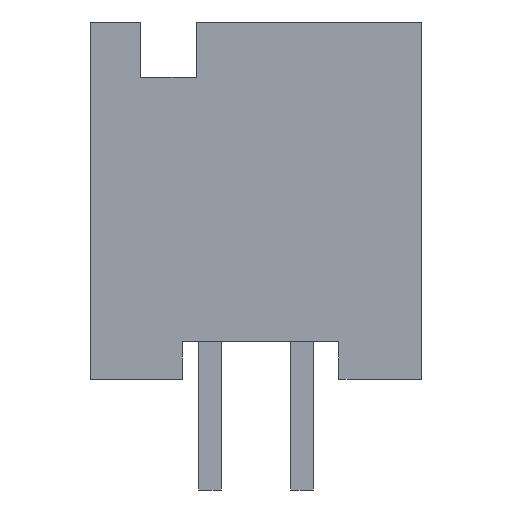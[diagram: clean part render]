
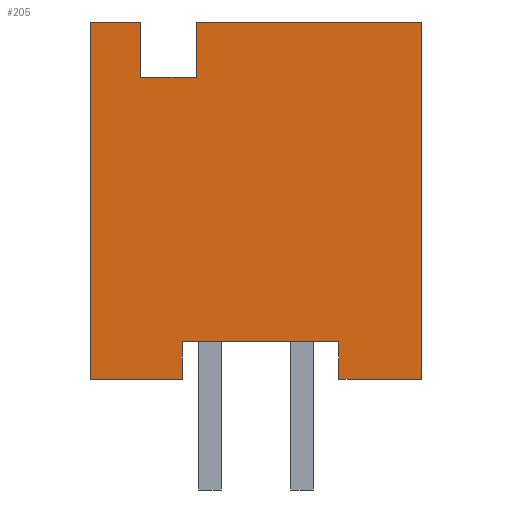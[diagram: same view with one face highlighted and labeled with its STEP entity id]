
A CAD part, left-side view. The second image highlights one B-rep face of the part: STEP entity #205.
In plain terms, the highlighted planar face has unit normal (-1, 0, 0).
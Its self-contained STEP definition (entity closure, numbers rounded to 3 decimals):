
#205=ADVANCED_FACE('',(#618),#619,.T.);
#618=FACE_OUTER_BOUND('',#1092,.T.);
#619=PLANE('',#1093);
#1092=EDGE_LOOP('',(#2516,#2517,#2518,#2519,#2520,#2521,#2522,#2523,#2524,#2525,#2526,#2527));
#1093=AXIS2_PLACEMENT_3D('',#2528,#2529,#2530);
#2516=ORIENTED_EDGE('',*,*,#3448,.T.);
#2517=ORIENTED_EDGE('',*,*,#3449,.F.);
#2518=ORIENTED_EDGE('',*,*,#3017,.F.);
#2519=ORIENTED_EDGE('',*,*,#3430,.F.);
#2520=ORIENTED_EDGE('',*,*,#3450,.F.);
#2521=ORIENTED_EDGE('',*,*,#3451,.F.);
#2522=ORIENTED_EDGE('',*,*,#3045,.T.);
#2523=ORIENTED_EDGE('',*,*,#3452,.T.);
#2524=ORIENTED_EDGE('',*,*,#3453,.F.);
#2525=ORIENTED_EDGE('',*,*,#3454,.T.);
#2526=ORIENTED_EDGE('',*,*,#2997,.F.);
#2527=ORIENTED_EDGE('',*,*,#3444,.T.);
#2528=CARTESIAN_POINT('',(-13.97,4.572,0.0));
#2529=DIRECTION('',(-1.0,0.0,0.0));
#2530=DIRECTION('',(0.0,0.0,1.0));
#2997=EDGE_CURVE('',#3560,#3561,#3562,.T.);
#3017=EDGE_CURVE('',#3599,#3601,#3602,.T.);
#3045=EDGE_CURVE('',#3652,#3650,#3653,.T.);
#3430=EDGE_CURVE('',#4302,#3599,#4304,.T.);
#3444=EDGE_CURVE('',#3560,#4321,#4323,.T.);
#3448=EDGE_CURVE('',#4321,#4329,#4330,.T.);
#3449=EDGE_CURVE('',#3601,#4329,#4331,.T.);
#3450=EDGE_CURVE('',#4332,#4302,#4333,.T.);
#3451=EDGE_CURVE('',#3652,#4332,#4334,.T.);
#3452=EDGE_CURVE('',#3650,#4335,#4336,.T.);
#3453=EDGE_CURVE('',#4337,#4335,#4338,.T.);
#3454=EDGE_CURVE('',#4337,#3561,#4339,.T.);
#3560=VERTEX_POINT('',#4491);
#3561=VERTEX_POINT('',#4492);
#3562=LINE('',#4493,#4494);
#3599=VERTEX_POINT('',#4549);
#3601=VERTEX_POINT('',#4552);
#3602=LINE('',#4553,#4554);
#3650=VERTEX_POINT('',#4626);
#3652=VERTEX_POINT('',#4629);
#3653=LINE('',#4630,#4631);
#4302=VERTEX_POINT('',#5661);
#4304=LINE('',#5664,#5665);
#4321=VERTEX_POINT('',#5692);
#4323=LINE('',#5695,#5696);
#4329=VERTEX_POINT('',#5705);
#4330=LINE('',#5706,#5707);
#4331=LINE('',#5708,#5709);
#4332=VERTEX_POINT('',#5710);
#4333=LINE('',#5711,#5712);
#4334=LINE('',#5713,#5714);
#4335=VERTEX_POINT('',#5715);
#4336=LINE('',#5716,#5717);
#4337=VERTEX_POINT('',#5718);
#4338=LINE('',#5719,#5720);
#4339=LINE('',#5721,#5722);
#4491=CARTESIAN_POINT('',(-13.97,1.651,0.0));
#4492=CARTESIAN_POINT('',(-13.97,-4.572,0.0));
#4493=CARTESIAN_POINT('',(-13.97,1.651,0.0));
#4494=VECTOR('',#5941,6.223);
#4549=CARTESIAN_POINT('',(-13.97,4.572,0.0));
#4552=CARTESIAN_POINT('',(-13.97,3.175,0.0));
#4553=CARTESIAN_POINT('',(-13.97,4.572,0.0));
#4554=VECTOR('',#5961,1.397);
#4626=CARTESIAN_POINT('',(-13.97,-2.286,-8.814));
#4629=CARTESIAN_POINT('',(-13.97,2.032,-8.814));
#4630=CARTESIAN_POINT('',(-13.97,2.032,-8.814));
#4631=VECTOR('',#5993,4.318);
#5661=CARTESIAN_POINT('',(-13.97,4.572,-9.855));
#5664=CARTESIAN_POINT('',(-13.97,4.572,-9.855));
#5665=VECTOR('',#6382,9.855);
#5692=CARTESIAN_POINT('',(-13.97,1.651,-1.524));
#5695=CARTESIAN_POINT('',(-13.97,1.651,0.0));
#5696=VECTOR('',#6400,1.524);
#5705=CARTESIAN_POINT('',(-13.97,3.175,-1.524));
#5706=CARTESIAN_POINT('',(-13.97,1.651,-1.524));
#5707=VECTOR('',#6404,1.524);
#5708=CARTESIAN_POINT('',(-13.97,3.175,0.0));
#5709=VECTOR('',#6405,1.524);
#5710=CARTESIAN_POINT('',(-13.97,2.032,-9.855));
#5711=CARTESIAN_POINT('',(-13.97,2.032,-9.855));
#5712=VECTOR('',#6406,2.54);
#5713=CARTESIAN_POINT('',(-13.97,2.032,-8.814));
#5714=VECTOR('',#6407,1.041);
#5715=CARTESIAN_POINT('',(-13.97,-2.286,-9.855));
#5716=CARTESIAN_POINT('',(-13.97,-2.286,-8.814));
#5717=VECTOR('',#6408,1.041);
#5718=CARTESIAN_POINT('',(-13.97,-4.572,-9.855));
#5719=CARTESIAN_POINT('',(-13.97,-4.572,-9.855));
#5720=VECTOR('',#6409,2.286);
#5721=CARTESIAN_POINT('',(-13.97,-4.572,-9.855));
#5722=VECTOR('',#6410,9.855);
#5941=DIRECTION('',(0.0,-1.0,0.0));
#5961=DIRECTION('',(0.0,-1.0,0.0));
#5993=DIRECTION('',(0.0,-1.0,0.0));
#6382=DIRECTION('',(0.0,0.0,1.0));
#6400=DIRECTION('',(0.0,0.0,-1.0));
#6404=DIRECTION('',(0.0,1.0,0.0));
#6405=DIRECTION('',(0.0,0.0,-1.0));
#6406=DIRECTION('',(0.0,1.0,0.0));
#6407=DIRECTION('',(0.0,0.0,-1.0));
#6408=DIRECTION('',(0.0,0.0,-1.0));
#6409=DIRECTION('',(0.0,1.0,0.0));
#6410=DIRECTION('',(0.0,0.0,1.0));
